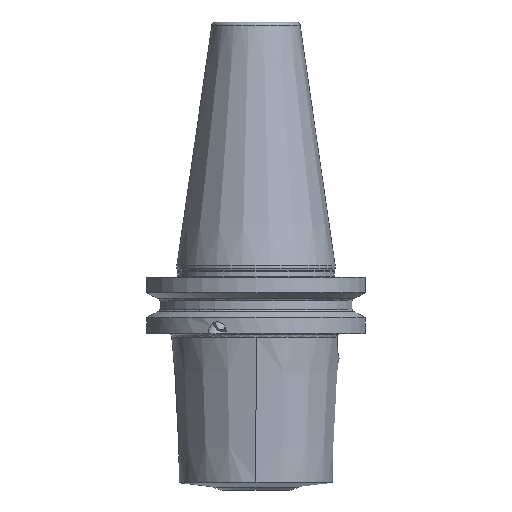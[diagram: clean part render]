
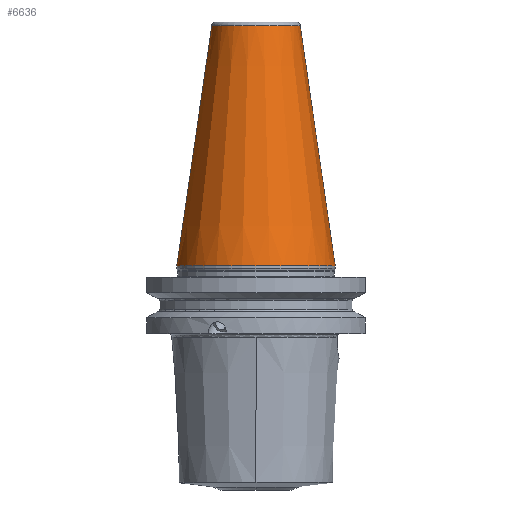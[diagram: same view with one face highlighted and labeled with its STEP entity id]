
A CAD part, front view. The second image highlights one B-rep face of the part: STEP entity #6636.
In plain terms, the highlighted conical face has half-angle 8.3 degrees and reference radius 17.311 mm.
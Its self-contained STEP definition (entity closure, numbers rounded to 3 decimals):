
#2021=CARTESIAN_POINT('',(0.,0.,0.));
#2022=DIRECTION('',(0.,0.,1.));
#2023=DIRECTION('',(-1.,0.,0.));
#2024=AXIS2_PLACEMENT_3D('',#2021,#2022,#2023);
#2037=CARTESIAN_POINT('',(0.,0.,67.373));
#2038=DIRECTION('',(0.,0.,1.));
#2039=DIRECTION('',(-1.,0.,0.));
#2040=AXIS2_PLACEMENT_3D('',#2037,#2038,#2039);
#2229=DIRECTION('',(0.144,0.,0.99));
#2230=VECTOR('',#2229,68.086);
#2231=CARTESIAN_POINT('',(-22.225,0.,0.));
#2232=LINE('',#2231,#2230);
#2244=DIRECTION('',(-0.144,0.,0.99));
#2245=VECTOR('',#2244,68.086);
#2246=CARTESIAN_POINT('',(22.225,0.,0.));
#2247=LINE('',#2246,#2245);
#5134=CARTESIAN_POINT('',(22.225,0.,0.));
#5135=VERTEX_POINT('',#5134);
#5136=CARTESIAN_POINT('',(-22.225,0.,0.));
#5137=VERTEX_POINT('',#5136);
#5300=CARTESIAN_POINT('',(-12.396,0.,67.373));
#5301=CARTESIAN_POINT('',(12.396,0.,67.373));
#5302=VERTEX_POINT('',#5300);
#5303=VERTEX_POINT('',#5301);
#6622=CARTESIAN_POINT('',(0.,0.,33.687));
#6623=DIRECTION('',(0.,0.,-1.));
#6624=DIRECTION('',(-1.,0.,0.));
#6625=AXIS2_PLACEMENT_3D('',#6622,#6623,#6624);
#6626=CONICAL_SURFACE('',#6625,17.311,8.3);
#6628=ORIENTED_EDGE('',*,*,#6627,.T.);
#6630=ORIENTED_EDGE('',*,*,#6629,.F.);
#6631=ORIENTED_EDGE('',*,*,#6617,.F.);
#6633=ORIENTED_EDGE('',*,*,#6632,.T.);
#6634=EDGE_LOOP('',(#6628,#6630,#6631,#6633));
#6635=FACE_OUTER_BOUND('',#6634,.F.);
#2025=CIRCLE('',#2024,22.225);
#2041=CIRCLE('',#2040,12.396);
#6617=EDGE_CURVE('',#5137,#5135,#2025,.T.);
#6627=EDGE_CURVE('',#5302,#5303,#2041,.T.);
#6629=EDGE_CURVE('',#5135,#5303,#2247,.T.);
#6632=EDGE_CURVE('',#5137,#5302,#2232,.T.);
#6636=ADVANCED_FACE('',(#6635),#6626,.T.);
